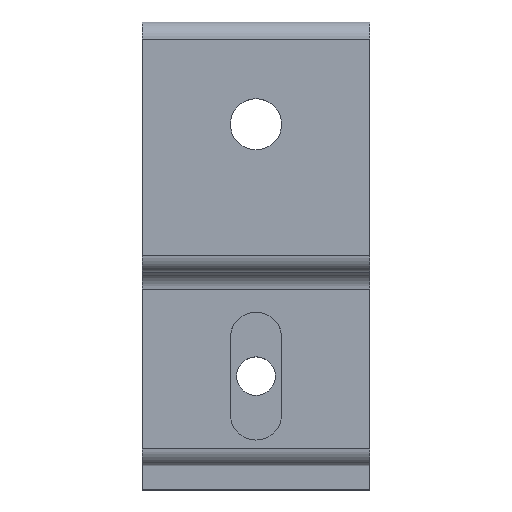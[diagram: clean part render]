
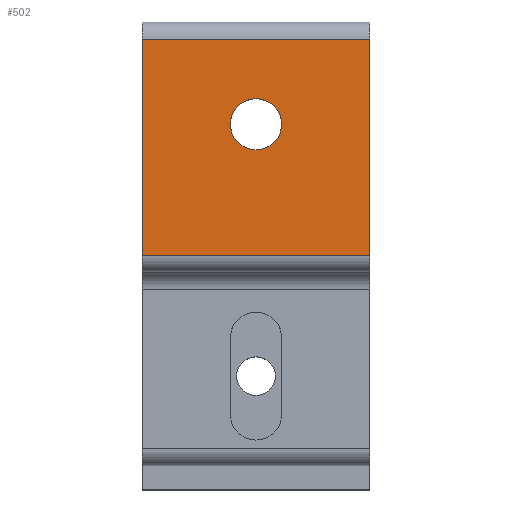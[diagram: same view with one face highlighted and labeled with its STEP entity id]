
A CAD part, top view. The second image highlights one B-rep face of the part: STEP entity #502.
In plain terms, the highlighted face is planar.
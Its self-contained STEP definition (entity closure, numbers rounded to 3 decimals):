
#502=ADVANCED_FACE('',(#551,#552),#553,.T.);
#551=FACE_BOUND('',#614,.T.);
#552=FACE_OUTER_BOUND('',#615,.T.);
#553=PLANE('',#616);
#614=EDGE_LOOP('',(#769));
#615=EDGE_LOOP('',(#770,#771,#772,#773));
#616=AXIS2_PLACEMENT_3D('',#774,#775,#776);
#769=ORIENTED_EDGE('',*,*,#908,.T.);
#770=ORIENTED_EDGE('',*,*,#888,.F.);
#771=ORIENTED_EDGE('',*,*,#907,.F.);
#772=ORIENTED_EDGE('',*,*,#878,.T.);
#773=ORIENTED_EDGE('',*,*,#909,.T.);
#774=CARTESIAN_POINT('',(-20.0,17.0,-16.0));
#775=DIRECTION('',(0.0,1.0,0.));
#776=DIRECTION('',(0.0,0.,1.0));
#878=EDGE_CURVE('',#964,#962,#965,.T.);
#888=EDGE_CURVE('',#982,#984,#985,.T.);
#907=EDGE_CURVE('',#964,#982,#1015,.T.);
#908=EDGE_CURVE('',#1016,#1016,#1017,.F.);
#909=EDGE_CURVE('',#962,#984,#1018,.T.);
#962=VERTEX_POINT('',#1092);
#964=VERTEX_POINT('',#1094);
#965=LINE('',#1095,#1096);
#982=VERTEX_POINT('',#1118);
#984=VERTEX_POINT('',#1120);
#985=LINE('',#1121,#1122);
#1015=LINE('',#1164,#1165);
#1016=VERTEX_POINT('',#1166);
#1017=CIRCLE('',#1167,4.5);
#1018=LINE('',#1168,#1169);
#1092=CARTESIAN_POINT('',(-20.0,17.0,3.0));
#1094=CARTESIAN_POINT('',(-20.0,17.0,-35.0));
#1095=CARTESIAN_POINT('',(-20.0,17.0,-16.0));
#1096=VECTOR('',#1230,1.0);
#1118=CARTESIAN_POINT('',(20.0,17.0,-35.0));
#1120=CARTESIAN_POINT('',(20.0,17.0,3.0));
#1121=CARTESIAN_POINT('',(20.0,17.0,-16.0));
#1122=VECTOR('',#1248,1.0);
#1164=CARTESIAN_POINT('',(-20.0,17.0,-35.0));
#1165=VECTOR('',#1279,1.0);
#1166=CARTESIAN_POINT('',(0.,17.0,-15.5));
#1167=AXIS2_PLACEMENT_3D('',#1280,#1281,#1282);
#1168=CARTESIAN_POINT('',(-20.0,17.0,3.0));
#1169=VECTOR('',#1283,1.0);
#1230=DIRECTION('',(0.0,0.,1.0));
#1248=DIRECTION('',(0.0,0.,1.0));
#1279=DIRECTION('',(1.0,0.0,0.0));
#1280=CARTESIAN_POINT('',(0.0,17.0,-20.0));
#1281=DIRECTION('',(0.0,1.0,0.));
#1282=DIRECTION('',(0.0,0.,1.0));
#1283=DIRECTION('',(1.0,0.0,0.0));
